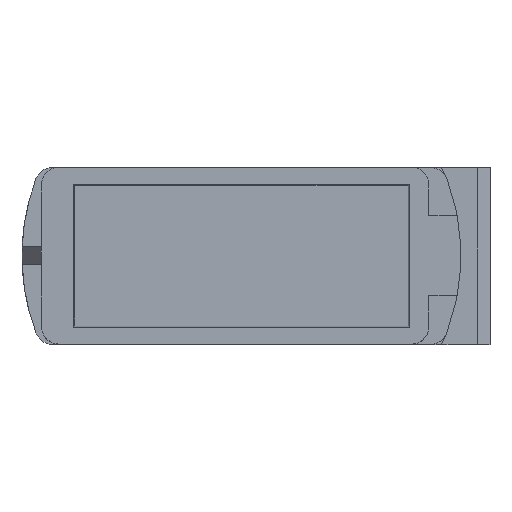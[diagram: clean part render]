
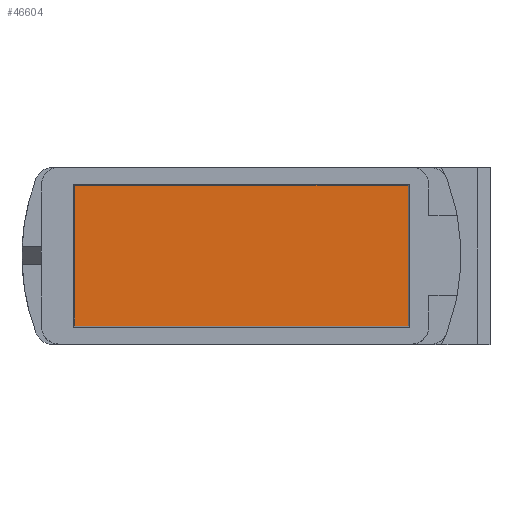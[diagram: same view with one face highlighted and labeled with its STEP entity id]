
A CAD part, top view. The second image highlights one B-rep face of the part: STEP entity #46604.
In plain terms, the highlighted planar face has unit normal (0, 0, 1).
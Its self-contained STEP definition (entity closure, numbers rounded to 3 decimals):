
#18493=DIRECTION('',(0.,-1.,0.));
#18494=VECTOR('',#18493,7.95);
#18495=CARTESIAN_POINT('',(-9.425,3.975,7.15));
#18496=LINE('',#18495,#18494);
#18497=DIRECTION('',(-1.,0.,0.));
#18498=VECTOR('',#18497,18.85);
#18499=CARTESIAN_POINT('',(9.425,3.975,7.15));
#18500=LINE('',#18499,#18498);
#18501=DIRECTION('',(0.,-1.,0.));
#18502=VECTOR('',#18501,7.95);
#18503=CARTESIAN_POINT('',(9.425,3.975,7.15));
#18504=LINE('',#18503,#18502);
#18505=DIRECTION('',(-1.,0.,0.));
#18506=VECTOR('',#18505,18.85);
#18507=CARTESIAN_POINT('',(9.425,-3.975,7.15));
#18508=LINE('',#18507,#18506);
#18603=CARTESIAN_POINT('',(-9.425,3.975,7.15));
#18604=CARTESIAN_POINT('',(-9.425,-3.975,7.15));
#18605=VERTEX_POINT('',#18603);
#18606=VERTEX_POINT('',#18604);
#18607=CARTESIAN_POINT('',(9.425,3.975,7.15));
#18608=CARTESIAN_POINT('',(9.425,-3.975,7.15));
#18609=VERTEX_POINT('',#18607);
#18610=VERTEX_POINT('',#18608);
#46593=CARTESIAN_POINT('',(0.,0.,7.15));
#46594=DIRECTION('',(0.,0.,1.));
#46595=DIRECTION('',(-1.,0.,0.));
#46596=AXIS2_PLACEMENT_3D('',#46593,#46594,#46595);
#46597=PLANE('',#46596);
#46598=ORIENTED_EDGE('',*,*,#46559,.F.);
#46599=ORIENTED_EDGE('',*,*,#46575,.F.);
#46600=ORIENTED_EDGE('',*,*,#46586,.T.);
#46601=ORIENTED_EDGE('',*,*,#46544,.T.);
#46602=EDGE_LOOP('',(#46598,#46599,#46600,#46601));
#46603=FACE_OUTER_BOUND('',#46602,.F.);
#46604=ADVANCED_FACE('',(#46603),#46597,.T.);
#46544=EDGE_CURVE('',#18610,#18606,#18508,.T.);
#46559=EDGE_CURVE('',#18605,#18606,#18496,.T.);
#46575=EDGE_CURVE('',#18609,#18605,#18500,.T.);
#46586=EDGE_CURVE('',#18609,#18610,#18504,.T.);
